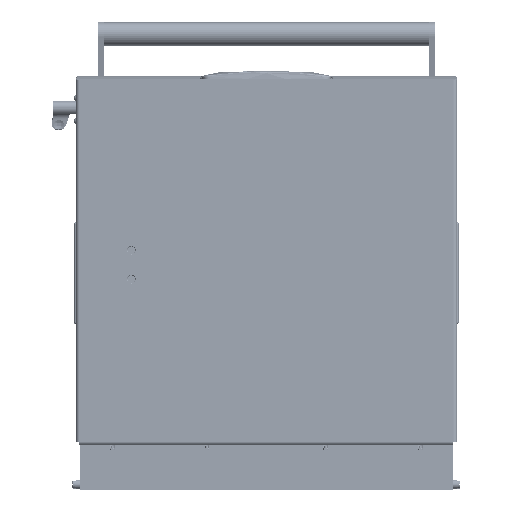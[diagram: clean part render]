
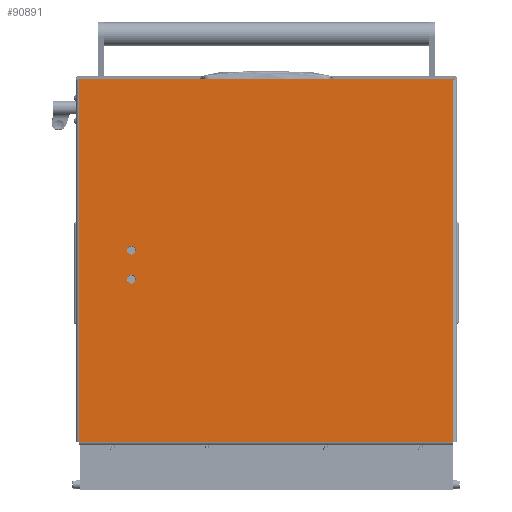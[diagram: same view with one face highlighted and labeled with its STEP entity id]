
A CAD part, front view. The second image highlights one B-rep face of the part: STEP entity #90891.
In plain terms, the highlighted face is planar.
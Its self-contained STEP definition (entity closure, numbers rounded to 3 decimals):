
#1047 = VERTEX_POINT ( 'NONE', #48885 ) ;
#1448 = VECTOR ( 'NONE', #155991, 1000. ) ;
#2142 = VECTOR ( 'NONE', #49816, 1000. ) ;
#5417 = VERTEX_POINT ( 'NONE', #12152 ) ;
#8895 = LINE ( 'NONE', #126471, #121113 ) ;
#9443 = VERTEX_POINT ( 'NONE', #75094 ) ;
#11470 = VERTEX_POINT ( 'NONE', #143509 ) ;
#11785 = CARTESIAN_POINT ( 'NONE',  ( 0., 452., 0. ) ) ;
#12152 = CARTESIAN_POINT ( 'NONE',  ( 210.2, 389., 0. ) ) ;
#12503 = CARTESIAN_POINT ( 'NONE',  ( 0., 452., 0. ) ) ;
#14662 = CIRCLE ( 'NONE', #90022, 5.2 ) ;
#15508 = VECTOR ( 'NONE', #100450, 1000. ) ;
#17365 = FACE_BOUND ( 'NONE', #31037, .T. ) ;
#19635 = VERTEX_POINT ( 'NONE', #28124 ) ;
#19934 = DIRECTION ( 'NONE',  ( 0., 0., -1. ) ) ;
#21128 = DIRECTION ( 'NONE',  ( -1., 0., 0. ) ) ;
#21798 = CIRCLE ( 'NONE', #96637, 5.2 ) ;
#27405 = DIRECTION ( 'NONE',  ( 1., 0., 0. ) ) ;
#27494 = LINE ( 'NONE', #124635, #80819 ) ;
#28124 = CARTESIAN_POINT ( 'NONE',  ( 234.8, 389., 0. ) ) ;
#30076 = DIRECTION ( 'NONE',  ( -1., 0., 0. ) ) ;
#31037 = EDGE_LOOP ( 'NONE', ( #66011, #38592 ) ) ;
#33014 = EDGE_CURVE ( 'NONE', #110046, #102802, #27494, .T. ) ;
#33416 = ORIENTED_EDGE ( 'NONE', *, *, #100082, .F. ) ;
#34517 = CARTESIAN_POINT ( 'NONE',  ( 199.8, 389., 0. ) ) ;
#37526 = DIRECTION ( 'NONE',  ( -1., 0., 0. ) ) ;
#38592 = ORIENTED_EDGE ( 'NONE', *, *, #90084, .F. ) ;
#38598 = DIRECTION ( 'NONE',  ( 0., 1., 0. ) ) ;
#38798 = EDGE_CURVE ( 'NONE', #129954, #11470, #51285, .T. ) ;
#39939 = EDGE_CURVE ( 'NONE', #9443, #129954, #145536, .T. ) ;
#41472 = VERTEX_POINT ( 'NONE', #61223 ) ;
#41963 = VERTEX_POINT ( 'NONE', #84573 ) ;
#42584 = AXIS2_PLACEMENT_3D ( 'NONE', #163144, #113025, #37526 ) ;
#44726 = DIRECTION ( 'NONE',  ( 0., -1., 0. ) ) ;
#45109 = CIRCLE ( 'NONE', #120578, 5.2 ) ;
#48720 = LINE ( 'NONE', #81166, #1448 ) ;
#48885 = CARTESIAN_POINT ( 'NONE',  ( 245.2, 389., 0. ) ) ;
#49133 = ORIENTED_EDGE ( 'NONE', *, *, #38798, .F. ) ;
#49816 = DIRECTION ( 'NONE',  ( 0., 1., 0. ) ) ;
#51285 = LINE ( 'NONE', #125827, #2142 ) ;
#51308 = PLANE ( 'NONE',  #42584 ) ;
#56134 = ORIENTED_EDGE ( 'NONE', *, *, #129749, .T. ) ;
#56384 = LINE ( 'NONE', #159829, #162727 ) ;
#56993 = CIRCLE ( 'NONE', #111922, 5.2 ) ;
#58347 = DIRECTION ( 'NONE',  ( 0., 0., -1. ) ) ;
#59195 = ORIENTED_EDGE ( 'NONE', *, *, #162846, .F. ) ;
#59695 = ORIENTED_EDGE ( 'NONE', *, *, #105101, .T. ) ;
#61223 = CARTESIAN_POINT ( 'NONE',  ( 0., 0., 0. ) ) ;
#62802 = CARTESIAN_POINT ( 'NONE',  ( 0., -2., 0. ) ) ;
#66011 = ORIENTED_EDGE ( 'NONE', *, *, #88162, .F. ) ;
#66961 = CARTESIAN_POINT ( 'NONE',  ( 205., 389., 0. ) ) ;
#68483 = FACE_BOUND ( 'NONE', #78032, .T. ) ;
#73770 = CARTESIAN_POINT ( 'NONE',  ( -2., -2., 0. ) ) ;
#75094 = CARTESIAN_POINT ( 'NONE',  ( 436., 452., 0. ) ) ;
#75279 = DIRECTION ( 'NONE',  ( 1., 0., 0. ) ) ;
#76944 = LINE ( 'NONE', #144466, #140045 ) ;
#78032 = EDGE_LOOP ( 'NONE', ( #153656, #123241 ) ) ;
#79670 = DIRECTION ( 'NONE',  ( 0., 0., -1. ) ) ;
#80819 = VECTOR ( 'NONE', #38598, 1000. ) ;
#81166 = CARTESIAN_POINT ( 'NONE',  ( 0., -4., 0. ) ) ;
#81772 = DIRECTION ( 'NONE',  ( -1., 0., 0. ) ) ;
#84573 = CARTESIAN_POINT ( 'NONE',  ( 436., 0., 0. ) ) ;
#87625 = EDGE_LOOP ( 'NONE', ( #33416, #56134, #141748, #110606, #49133, #121323, #59695, #59195 ) ) ;
#88162 = EDGE_CURVE ( 'NONE', #131632, #5417, #56993, .T. ) ;
#90022 = AXIS2_PLACEMENT_3D ( 'NONE', #144566, #156047, #81772 ) ;
#90084 = EDGE_CURVE ( 'NONE', #5417, #131632, #45109, .T. ) ;
#90891 = ADVANCED_FACE ( 'NONE', ( #17365, #68483, #141392 ), #51308, .T. ) ;
#91872 = EDGE_CURVE ( 'NONE', #102802, #11470, #100313, .T. ) ;
#96637 = AXIS2_PLACEMENT_3D ( 'NONE', #147116, #19934, #157519 ) ;
#100082 = EDGE_CURVE ( 'NONE', #152209, #41472, #48720, .T. ) ;
#100313 = LINE ( 'NONE', #154607, #106158 ) ;
#100450 = DIRECTION ( 'NONE',  ( -1., 0., 0. ) ) ;
#102802 = VERTEX_POINT ( 'NONE', #159457 ) ;
#105101 = EDGE_CURVE ( 'NONE', #9443, #41963, #76944, .T. ) ;
#106158 = VECTOR ( 'NONE', #27405, 1000. ) ;
#110046 = VERTEX_POINT ( 'NONE', #73770 ) ;
#110606 = ORIENTED_EDGE ( 'NONE', *, *, #91872, .T. ) ;
#111922 = AXIS2_PLACEMENT_3D ( 'NONE', #132716, #58347, #158551 ) ;
#113025 = DIRECTION ( 'NONE',  ( 0., 0., -1. ) ) ;
#120578 = AXIS2_PLACEMENT_3D ( 'NONE', #66961, #79670, #30076 ) ;
#121113 = VECTOR ( 'NONE', #75279, 1000. ) ;
#121323 = ORIENTED_EDGE ( 'NONE', *, *, #39939, .F. ) ;
#123241 = ORIENTED_EDGE ( 'NONE', *, *, #150232, .F. ) ;
#124635 = CARTESIAN_POINT ( 'NONE',  ( -2., -4., 0. ) ) ;
#125827 = CARTESIAN_POINT ( 'NONE',  ( 0., -4., 0. ) ) ;
#126471 = CARTESIAN_POINT ( 'NONE',  ( 0., 0., 0. ) ) ;
#129749 = EDGE_CURVE ( 'NONE', #152209, #110046, #56384, .T. ) ;
#129954 = VERTEX_POINT ( 'NONE', #11785 ) ;
#131632 = VERTEX_POINT ( 'NONE', #34517 ) ;
#132716 = CARTESIAN_POINT ( 'NONE',  ( 205., 389., 0. ) ) ;
#134370 = EDGE_CURVE ( 'NONE', #19635, #1047, #21798, .T. ) ;
#140045 = VECTOR ( 'NONE', #44726, 1000. ) ;
#141392 = FACE_OUTER_BOUND ( 'NONE', #87625, .T. ) ;
#141748 = ORIENTED_EDGE ( 'NONE', *, *, #33014, .T. ) ;
#143509 = CARTESIAN_POINT ( 'NONE',  ( 0., 454., 0. ) ) ;
#144466 = CARTESIAN_POINT ( 'NONE',  ( 436., 452., 0. ) ) ;
#144566 = CARTESIAN_POINT ( 'NONE',  ( 240., 389., 0. ) ) ;
#145536 = LINE ( 'NONE', #12503, #15508 ) ;
#147116 = CARTESIAN_POINT ( 'NONE',  ( 240., 389., 0. ) ) ;
#150232 = EDGE_CURVE ( 'NONE', #1047, #19635, #14662, .T. ) ;
#152209 = VERTEX_POINT ( 'NONE', #62802 ) ;
#153656 = ORIENTED_EDGE ( 'NONE', *, *, #134370, .F. ) ;
#154607 = CARTESIAN_POINT ( 'NONE',  ( 0., 454., 0. ) ) ;
#155991 = DIRECTION ( 'NONE',  ( 0., 1., 0. ) ) ;
#156047 = DIRECTION ( 'NONE',  ( 0., 0., -1. ) ) ;
#157519 = DIRECTION ( 'NONE',  ( -1., 0., 0. ) ) ;
#158551 = DIRECTION ( 'NONE',  ( -1., 0., 0. ) ) ;
#159457 = CARTESIAN_POINT ( 'NONE',  ( -2., 454., 0. ) ) ;
#159829 = CARTESIAN_POINT ( 'NONE',  ( 0., -2., 0. ) ) ;
#162727 = VECTOR ( 'NONE', #21128, 1000. ) ;
#162846 = EDGE_CURVE ( 'NONE', #41472, #41963, #8895, .T. ) ;
#163144 = CARTESIAN_POINT ( 'NONE',  ( 0., 452., 0. ) ) ;
